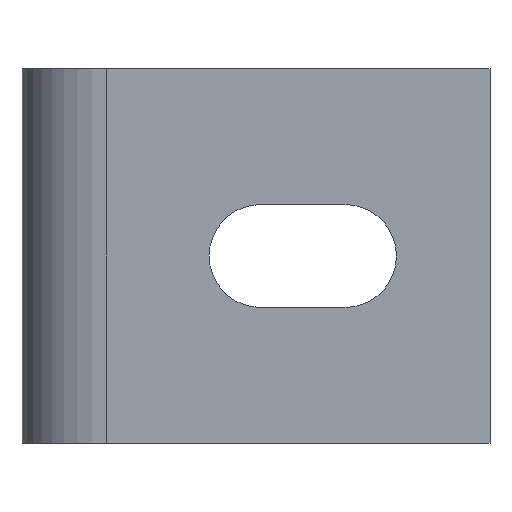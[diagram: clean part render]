
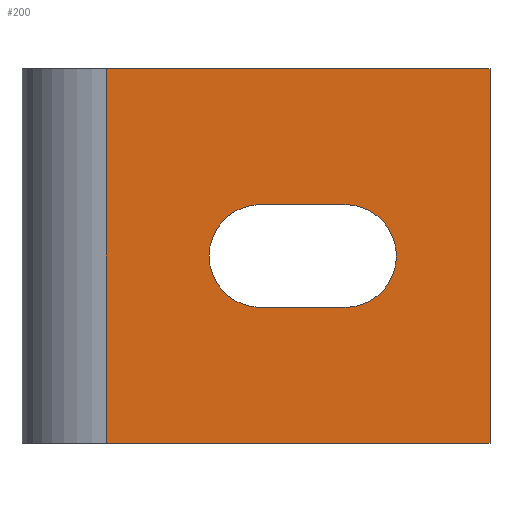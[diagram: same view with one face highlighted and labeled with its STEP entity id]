
A CAD part, front view. The second image highlights one B-rep face of the part: STEP entity #200.
In plain terms, the highlighted planar face has unit normal (0, -1, 0).
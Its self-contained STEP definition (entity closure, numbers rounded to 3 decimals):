
#7 = ORIENTED_EDGE ( 'NONE', *, *, #509, .T. ) ;
#8 = CARTESIAN_POINT ( 'NONE',  ( -15.5, 0., 20. ) ) ;
#12 = DIRECTION ( 'NONE',  ( 0., 0., -1. ) ) ;
#21 = CARTESIAN_POINT ( 'NONE',  ( -50., 0., 40. ) ) ;
#39 = VERTEX_POINT ( 'NONE', #167 ) ;
#40 = VERTEX_POINT ( 'NONE', #105 ) ;
#48 = CARTESIAN_POINT ( 'NONE',  ( -41., 0., 0. ) ) ;
#55 = VERTEX_POINT ( 'NONE', #212 ) ;
#58 = CARTESIAN_POINT ( 'NONE',  ( -15.5, 0., 25.5 ) ) ;
#64 = VERTEX_POINT ( 'NONE', #275 ) ;
#74 = VERTEX_POINT ( 'NONE', #48 ) ;
#86 = EDGE_CURVE ( 'NONE', #74, #370, #389, .T. ) ;
#89 = VERTEX_POINT ( 'NONE', #216 ) ;
#100 = CARTESIAN_POINT ( 'NONE',  ( -50., 0., 0. ) ) ;
#105 = CARTESIAN_POINT ( 'NONE',  ( -24.5, 0., 14.5 ) ) ;
#120 = VECTOR ( 'NONE', #668, 1000. ) ;
#123 = LINE ( 'NONE', #519, #357 ) ;
#124 = ORIENTED_EDGE ( 'NONE', *, *, #420, .F. ) ;
#134 = EDGE_CURVE ( 'NONE', #40, #64, #591, .T. ) ;
#136 = ORIENTED_EDGE ( 'NONE', *, *, #86, .T. ) ;
#144 = AXIS2_PLACEMENT_3D ( 'NONE', #567, #439, #448 ) ;
#148 = ORIENTED_EDGE ( 'NONE', *, *, #692, .T. ) ;
#157 = VECTOR ( 'NONE', #440, 1000. ) ;
#166 = LINE ( 'NONE', #283, #690 ) ;
#167 = CARTESIAN_POINT ( 'NONE',  ( -15.5, 0., 14.5 ) ) ;
#169 = DIRECTION ( 'NONE',  ( -1., 0., 0. ) ) ;
#180 = CARTESIAN_POINT ( 'NONE',  ( -50., 0., 40. ) ) ;
#195 = ORIENTED_EDGE ( 'NONE', *, *, #134, .T. ) ;
#200 = ADVANCED_FACE ( 'NONE', ( #407, #583 ), #219, .F. ) ;
#203 = VERTEX_POINT ( 'NONE', #58 ) ;
#204 = EDGE_LOOP ( 'NONE', ( #136, #124, #289, #398 ) ) ;
#212 = CARTESIAN_POINT ( 'NONE',  ( -41., 0., 40. ) ) ;
#214 = EDGE_CURVE ( 'NONE', #55, #74, #166, .T. ) ;
#216 = CARTESIAN_POINT ( 'NONE',  ( 0., 0., 40. ) ) ;
#219 = PLANE ( 'NONE',  #726 ) ;
#222 = EDGE_LOOP ( 'NONE', ( #285, #195, #148, #7, #520 ) ) ;
#224 = AXIS2_PLACEMENT_3D ( 'NONE', #281, #687, #169 ) ;
#229 = EDGE_CURVE ( 'NONE', #39, #40, #123, .T. ) ;
#267 = DIRECTION ( 'NONE',  ( -1., 0., 0. ) ) ;
#270 = DIRECTION ( 'NONE',  ( -1., 0., 0. ) ) ;
#271 = VERTEX_POINT ( 'NONE', #642 ) ;
#275 = CARTESIAN_POINT ( 'NONE',  ( -30., 0., 20. ) ) ;
#281 = CARTESIAN_POINT ( 'NONE',  ( -24.5, 0., 20. ) ) ;
#282 = AXIS2_PLACEMENT_3D ( 'NONE', #8, #286, #267 ) ;
#283 = CARTESIAN_POINT ( 'NONE',  ( -41., 0., 40. ) ) ;
#285 = ORIENTED_EDGE ( 'NONE', *, *, #229, .T. ) ;
#286 = DIRECTION ( 'NONE',  ( 0., 1., 0. ) ) ;
#289 = ORIENTED_EDGE ( 'NONE', *, *, #361, .F. ) ;
#357 = VECTOR ( 'NONE', #270, 1000. ) ;
#361 = EDGE_CURVE ( 'NONE', #55, #89, #527, .T. ) ;
#370 = VERTEX_POINT ( 'NONE', #482 ) ;
#389 = LINE ( 'NONE', #100, #120 ) ;
#398 = ORIENTED_EDGE ( 'NONE', *, *, #214, .T. ) ;
#400 = DIRECTION ( 'NONE',  ( 0., 0., -1. ) ) ;
#407 = FACE_BOUND ( 'NONE', #222, .T. ) ;
#411 = CARTESIAN_POINT ( 'NONE',  ( 0., 0., 40. ) ) ;
#420 = EDGE_CURVE ( 'NONE', #89, #370, #472, .T. ) ;
#439 = DIRECTION ( 'NONE',  ( 0., 1., 0. ) ) ;
#440 = DIRECTION ( 'NONE',  ( 1., 0., 0. ) ) ;
#448 = DIRECTION ( 'NONE',  ( -1., 0., 0. ) ) ;
#452 = VECTOR ( 'NONE', #710, 1000. ) ;
#472 = LINE ( 'NONE', #411, #633 ) ;
#482 = CARTESIAN_POINT ( 'NONE',  ( 0., 0., 0. ) ) ;
#509 = EDGE_CURVE ( 'NONE', #271, #203, #734, .T. ) ;
#519 = CARTESIAN_POINT ( 'NONE',  ( -50., 0., 14.5 ) ) ;
#520 = ORIENTED_EDGE ( 'NONE', *, *, #641, .T. ) ;
#527 = LINE ( 'NONE', #21, #452 ) ;
#559 = CIRCLE ( 'NONE', #224, 5.5 ) ;
#567 = CARTESIAN_POINT ( 'NONE',  ( -24.5, 0., 20. ) ) ;
#570 = DIRECTION ( 'NONE',  ( -1., 0., 0. ) ) ;
#583 = FACE_OUTER_BOUND ( 'NONE', #204, .T. ) ;
#591 = CIRCLE ( 'NONE', #144, 5.5 ) ;
#602 = CIRCLE ( 'NONE', #282, 5.5 ) ;
#633 = VECTOR ( 'NONE', #12, 1000. ) ;
#641 = EDGE_CURVE ( 'NONE', #203, #39, #602, .T. ) ;
#642 = CARTESIAN_POINT ( 'NONE',  ( -24.5, 0., 25.5 ) ) ;
#647 = DIRECTION ( 'NONE',  ( 0., 1., 0. ) ) ;
#666 = CARTESIAN_POINT ( 'NONE',  ( -50., 0., 25.5 ) ) ;
#668 = DIRECTION ( 'NONE',  ( 1., 0., 0. ) ) ;
#687 = DIRECTION ( 'NONE',  ( 0., 1., 0. ) ) ;
#690 = VECTOR ( 'NONE', #400, 1000. ) ;
#692 = EDGE_CURVE ( 'NONE', #64, #271, #559, .T. ) ;
#710 = DIRECTION ( 'NONE',  ( 1., 0., 0. ) ) ;
#726 = AXIS2_PLACEMENT_3D ( 'NONE', #180, #647, #570 ) ;
#734 = LINE ( 'NONE', #666, #157 ) ;
